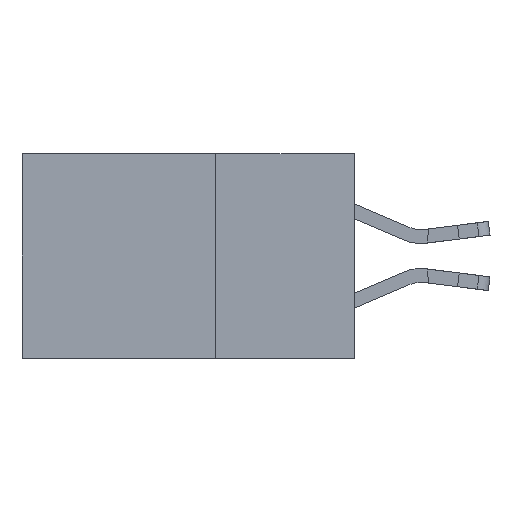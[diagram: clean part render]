
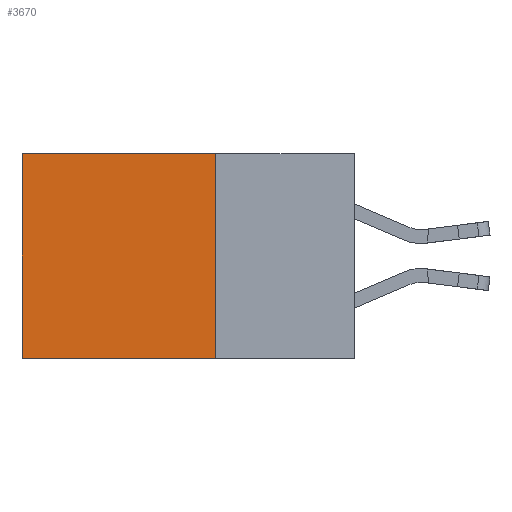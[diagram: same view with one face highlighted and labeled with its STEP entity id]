
A CAD part, left-side view. The second image highlights one B-rep face of the part: STEP entity #3670.
In plain terms, the highlighted planar face has unit normal (-1, 0, 0).
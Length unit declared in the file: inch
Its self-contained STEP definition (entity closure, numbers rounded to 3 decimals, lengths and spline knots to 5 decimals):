
#2250 = EDGE_CURVE ( 'NONE', #3909, #13375, #3513, .T. ) ;
#2310 = AXIS2_PLACEMENT_3D ( 'NONE', #10560, #12763, #28039 ) ;
#2704 = EDGE_CURVE ( 'NONE', #13375, #25612, #10982, .T. ) ;
#2826 = CARTESIAN_POINT ( 'NONE',  ( 0.298, 0.6, 0. ) ) ;
#3513 = LINE ( 'NONE', #14738, #11717 ) ;
#3670 = ADVANCED_FACE ( 'NONE', ( #26746 ), #23679, .F. ) ;
#3909 = VERTEX_POINT ( 'NONE', #26620 ) ;
#3963 = EDGE_CURVE ( 'NONE', #11679, #25612, #8944, .T. ) ;
#5173 = CARTESIAN_POINT ( 'NONE',  ( 0.298, 0.25, -0.37 ) ) ;
#5211 = EDGE_LOOP ( 'NONE', ( #18313, #27686, #17713, #27770 ) ) ;
#7048 = CARTESIAN_POINT ( 'NONE',  ( 0.298, 0.25, -0.37 ) ) ;
#8944 = LINE ( 'NONE', #2826, #25705 ) ;
#9662 = DIRECTION ( 'NONE',  ( 0., 1., 0. ) ) ;
#10560 = CARTESIAN_POINT ( 'NONE',  ( 0.298, 0.25, 0. ) ) ;
#10982 = LINE ( 'NONE', #5173, #16125 ) ;
#11679 = VERTEX_POINT ( 'NONE', #13671 ) ;
#11717 = VECTOR ( 'NONE', #25648, 39.37008 ) ;
#12549 = LINE ( 'NONE', #26294, #23511 ) ;
#12763 = DIRECTION ( 'NONE',  ( 1., 0., 0. ) ) ;
#13375 = VERTEX_POINT ( 'NONE', #7048 ) ;
#13671 = CARTESIAN_POINT ( 'NONE',  ( 0.298, 0.6, 0. ) ) ;
#13706 = DIRECTION ( 'NONE',  ( 0., 0., -1. ) ) ;
#14738 = CARTESIAN_POINT ( 'NONE',  ( 0.298, 0.25, 0. ) ) ;
#15408 = DIRECTION ( 'NONE',  ( 0., 1., 0. ) ) ;
#15992 = CARTESIAN_POINT ( 'NONE',  ( 0.298, 0.6, -0.37 ) ) ;
#16125 = VECTOR ( 'NONE', #9662, 39.37008 ) ;
#17259 = EDGE_CURVE ( 'NONE', #3909, #11679, #12549, .T. ) ;
#17713 = ORIENTED_EDGE ( 'NONE', *, *, #2250, .F. ) ;
#18313 = ORIENTED_EDGE ( 'NONE', *, *, #3963, .T. ) ;
#23511 = VECTOR ( 'NONE', #15408, 39.37008 ) ;
#23679 = PLANE ( 'NONE',  #2310 ) ;
#25612 = VERTEX_POINT ( 'NONE', #15992 ) ;
#25648 = DIRECTION ( 'NONE',  ( 0., 0., -1. ) ) ;
#25705 = VECTOR ( 'NONE', #13706, 39.37008 ) ;
#26294 = CARTESIAN_POINT ( 'NONE',  ( 0.298, 0.25, 0. ) ) ;
#26620 = CARTESIAN_POINT ( 'NONE',  ( 0.298, 0.25, 0. ) ) ;
#26746 = FACE_OUTER_BOUND ( 'NONE', #5211, .T. ) ;
#27686 = ORIENTED_EDGE ( 'NONE', *, *, #2704, .F. ) ;
#27770 = ORIENTED_EDGE ( 'NONE', *, *, #17259, .T. ) ;
#28039 = DIRECTION ( 'NONE',  ( 0., 0., -1. ) ) ;
